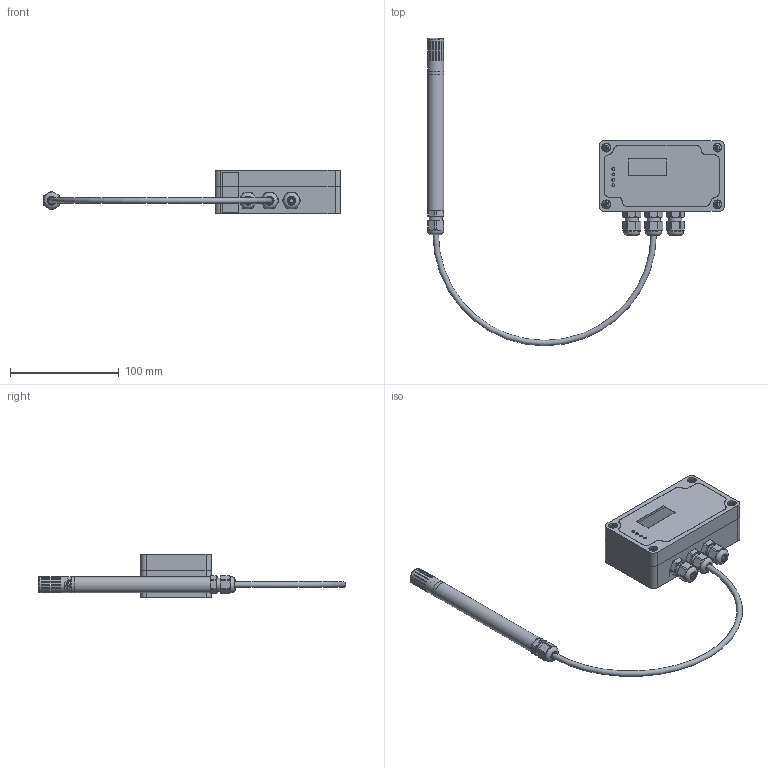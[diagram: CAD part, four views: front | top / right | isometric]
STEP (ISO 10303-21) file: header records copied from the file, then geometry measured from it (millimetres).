
FILE_DESCRIPTION(/* description */ (''),/* implementation_level */ '2;1');
FILE_NAME(/* name */ 'Mi-xxxWExx.step',/* time_stamp */ '2021-07-20T10:37:44+02:00',/* author */ (''),/* organization */ (''),/* preprocessor_version */ 'ST-DEVELOPER v18.1',/* originating_system */ 'Autodesk Translation Framework v10.9.0.1377',/* authorisation */ '');
FILE_SCHEMA (('AUTOMOTIVE_DESIGN { 1 0 10303 214 3 1 1 }'));
Length unit declared in the file: millimetre
Products named in the file (7): Mi-xxxWExx; sruba_M4; Tuleja_WE; G1/4_PG7_prostokat; M12_dlawnica; Przewod; Filtr_R3
Assembly tree (12 placements, depth 3):
  Mi-xxxWExx
    M12_dlawnica  x3
    sruba_M4  x4
    Tuleja_WE
      G1/4_PG7_prostokat
      M12_dlawnica
      Przewod
      Filtr_R3
Bounding box: 272.5 x 282.34 x 40 mm (x, y, z)
Volume: 107291.5 mm3; surface area: 93511.6 mm2
Topology: 18 solids, 18 shells, 623 faces, 1591 edges, 1035 vertices
Faces by surface type: plane 306, cylinder 203, cone 64, torus 26, bspline 24
Full cylindrical faces by diameter (mm): 2.5 x4, 4 x16, 5 x2, 5.5 x4, 6.5 x4, 8 x9, 9.957 x4, 10 x3, 10.526 x5, 11.08 x4, 11.445 x5, 12 x9, 12.203 x5, 12.3 x5, 15 x7
Entity records: 18959 total; most frequent: CARTESIAN_POINT 8841, ORIENTED_EDGE 2108, DIRECTION 2013, EDGE_CURVE 1054, AXIS2_PLACEMENT_3D 719, VERTEX_POINT 696, LINE 575, VECTOR 575
